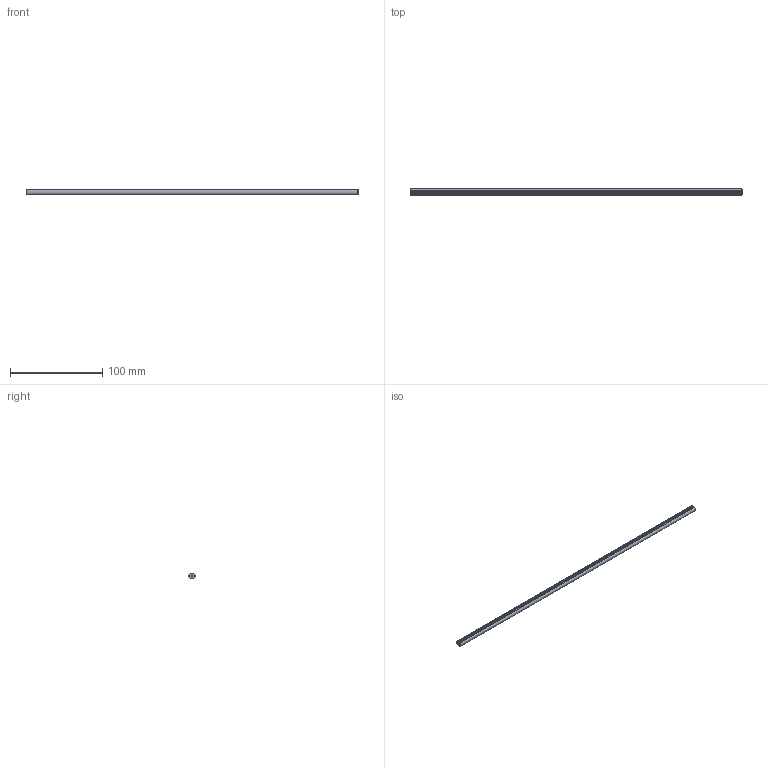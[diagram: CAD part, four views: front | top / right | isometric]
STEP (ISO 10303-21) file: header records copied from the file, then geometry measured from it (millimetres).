
FILE_DESCRIPTION(('FreeCAD Model'),'2;1');
FILE_NAME('Open CASCADE Shape Model','2024-06-18T17:45:57',(''),(''), 'Open CASCADE STEP processor 7.6','FreeCAD','Unknown');
FILE_SCHEMA(('AUTOMOTIVE_DESIGN { 1 0 10303 214 1 1 1 1 }'));
Length unit declared in the file: millimetre
Products named in the file (1): Shaft IDX BU28.75 - SPN-SFT-0235 (stemfie.org)
Bounding box: 359.38 x 6.6 x 5 mm (x, y, z)
Volume: 8203.4 mm3; surface area: 10301.8 mm2
Topology: 1 solids, 1 shells, 1076 faces, 3369 edges, 2090 vertices
Faces by surface type: cylinder 348, plane 316, cone 234, extrusion 178
Full cylindrical faces by diameter (mm): 2 x346
Entity records: 38677 total; most frequent: CARTESIAN_POINT 7604, ORIENTED_EDGE 6738, DIRECTION 6395, EDGE_CURVE 3369, AXIS2_PLACEMENT_3D 2305, VERTEX_POINT 2090, VECTOR 1785, LINE 1607
